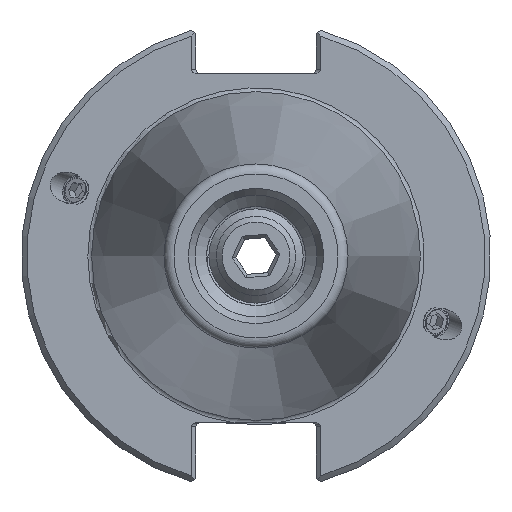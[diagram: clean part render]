
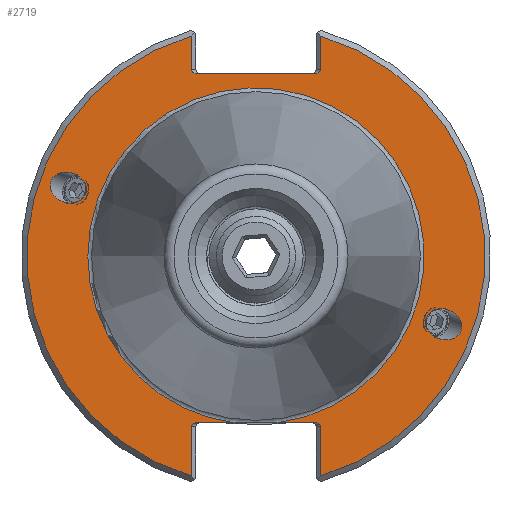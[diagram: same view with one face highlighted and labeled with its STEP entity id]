
A CAD part, left-side view. The second image highlights one B-rep face of the part: STEP entity #2719.
In plain terms, the highlighted planar face has unit normal (-1, 0, 0).
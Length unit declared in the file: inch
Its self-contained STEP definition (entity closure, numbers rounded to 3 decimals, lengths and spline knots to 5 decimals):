
#108=LINE('',#4290,#254);
#114=LINE('',#4318,#260);
#115=LINE('',#4322,#261);
#116=LINE('',#4326,#262);
#117=LINE('',#4331,#263);
#118=LINE('',#4335,#264);
#119=LINE('',#4338,#265);
#254=VECTOR('',#3379,0.63343);
#260=VECTOR('',#3393,0.205);
#261=VECTOR('',#3396,0.2622);
#262=VECTOR('',#3399,0.1782);
#263=VECTOR('',#3404,0.1782);
#264=VECTOR('',#3407,0.2622);
#265=VECTOR('',#3410,0.205);
#541=PLANE('',#2951);
#645=CIRCLE('',#2949,0.895);
#647=CIRCLE('',#2953,1.22);
#648=CIRCLE('',#2956,1.22);
#765=FACE_BOUND('',#1098,.T.);
#766=FACE_BOUND('',#1099,.T.);
#818=ELLIPSE('',#2891,0.09853,0.08071);
#819=ELLIPSE('',#2899,0.09853,0.08071);
#824=ELLIPSE('',#2952,0.02828,0.02);
#825=ELLIPSE('',#2954,0.02828,0.02);
#826=ELLIPSE('',#2955,0.02828,0.02);
#827=ELLIPSE('',#2957,0.02828,0.02);
#880=FACE_OUTER_BOUND('',#1097,.T.);
#1097=EDGE_LOOP('',(#2033,#2034,#2035,#2036,#2037,#2038,#2039,#2040,#2041,
#2042,#2043,#2044,#2045,#2046));
#1098=EDGE_LOOP('',(#2047));
#1099=EDGE_LOOP('',(#2048));
#1322=VERTEX_POINT('',#4173);
#1325=VERTEX_POINT('',#4184);
#1360=VERTEX_POINT('',#4286);
#1362=VERTEX_POINT('',#4289);
#1366=VERTEX_POINT('',#4300);
#1367=VERTEX_POINT('',#4301);
#1369=VERTEX_POINT('',#4317);
#1370=VERTEX_POINT('',#4319);
#1371=VERTEX_POINT('',#4321);
#1372=VERTEX_POINT('',#4323);
#1373=VERTEX_POINT('',#4325);
#1374=VERTEX_POINT('',#4328);
#1375=VERTEX_POINT('',#4330);
#1376=VERTEX_POINT('',#4332);
#1377=VERTEX_POINT('',#4334);
#1378=VERTEX_POINT('',#4336);
#1584=EDGE_CURVE('',#1322,#1322,#818,.T.);
#1587=EDGE_CURVE('',#1325,#1325,#819,.T.);
#1624=EDGE_CURVE('',#1360,#1362,#108,.T.);
#1631=EDGE_CURVE('',#1366,#1367,#645,.T.);
#1633=EDGE_CURVE('',#1369,#1366,#114,.T.);
#1634=EDGE_CURVE('',#1370,#1369,#824,.T.);
#1635=EDGE_CURVE('',#1371,#1370,#115,.T.);
#1636=EDGE_CURVE('',#1372,#1371,#647,.T.);
#1637=EDGE_CURVE('',#1373,#1372,#116,.T.);
#1638=EDGE_CURVE('',#1362,#1373,#825,.T.);
#1639=EDGE_CURVE('',#1374,#1360,#826,.T.);
#1640=EDGE_CURVE('',#1375,#1374,#117,.T.);
#1641=EDGE_CURVE('',#1376,#1375,#648,.T.);
#1642=EDGE_CURVE('',#1377,#1376,#118,.T.);
#1643=EDGE_CURVE('',#1378,#1377,#827,.T.);
#1644=EDGE_CURVE('',#1367,#1378,#119,.T.);
#2033=ORIENTED_EDGE('',*,*,#1631,.F.);
#2034=ORIENTED_EDGE('',*,*,#1633,.F.);
#2035=ORIENTED_EDGE('',*,*,#1634,.F.);
#2036=ORIENTED_EDGE('',*,*,#1635,.F.);
#2037=ORIENTED_EDGE('',*,*,#1636,.F.);
#2038=ORIENTED_EDGE('',*,*,#1637,.F.);
#2039=ORIENTED_EDGE('',*,*,#1638,.F.);
#2040=ORIENTED_EDGE('',*,*,#1624,.F.);
#2041=ORIENTED_EDGE('',*,*,#1639,.F.);
#2042=ORIENTED_EDGE('',*,*,#1640,.F.);
#2043=ORIENTED_EDGE('',*,*,#1641,.F.);
#2044=ORIENTED_EDGE('',*,*,#1642,.F.);
#2045=ORIENTED_EDGE('',*,*,#1643,.F.);
#2046=ORIENTED_EDGE('',*,*,#1644,.F.);
#2047=ORIENTED_EDGE('',*,*,#1584,.T.);
#2048=ORIENTED_EDGE('',*,*,#1587,.T.);
#2719=ADVANCED_FACE('',(#880,#765,#766),#541,.T.);
#2891=AXIS2_PLACEMENT_3D('',#4174,#3257,#3258);
#2899=AXIS2_PLACEMENT_3D('',#4185,#3273,#3274);
#2949=AXIS2_PLACEMENT_3D('',#4313,#3387,#3388);
#2951=AXIS2_PLACEMENT_3D('',#4316,#3391,#3392);
#2952=AXIS2_PLACEMENT_3D('',#4320,#3394,#3395);
#2953=AXIS2_PLACEMENT_3D('',#4324,#3397,#3398);
#2954=AXIS2_PLACEMENT_3D('',#4327,#3400,#3401);
#2955=AXIS2_PLACEMENT_3D('',#4329,#3402,#3403);
#2956=AXIS2_PLACEMENT_3D('',#4333,#3405,#3406);
#2957=AXIS2_PLACEMENT_3D('',#4337,#3408,#3409);
#3257=DIRECTION('center_axis',(1.,0.,0.));
#3258=DIRECTION('ref_axis',(0.,-0.94,-0.342));
#3273=DIRECTION('center_axis',(1.,0.,0.));
#3274=DIRECTION('ref_axis',(0.,0.94,0.342));
#3379=DIRECTION('',(0.,-1.,0.));
#3387=DIRECTION('center_axis',(-1.,0.,0.));
#3388=DIRECTION('ref_axis',(0.,-1.,0.));
#3391=DIRECTION('center_axis',(-1.,0.,0.));
#3392=DIRECTION('ref_axis',(0.,0.,1.));
#3393=DIRECTION('',(0.,1.,0.));
#3394=DIRECTION('center_axis',(-1.,0.,0.));
#3395=DIRECTION('ref_axis',(0.,-1.,0.));
#3396=DIRECTION('',(0.,0.,1.));
#3397=DIRECTION('center_axis',(1.,0.,0.));
#3398=DIRECTION('ref_axis',(0.,-1.,0.));
#3399=DIRECTION('',(0.,0.,1.));
#3400=DIRECTION('center_axis',(-1.,0.,0.));
#3401=DIRECTION('ref_axis',(0.,-1.,0.));
#3402=DIRECTION('center_axis',(-1.,0.,0.));
#3403=DIRECTION('ref_axis',(0.,1.,0.));
#3404=DIRECTION('',(0.,0.,-1.));
#3405=DIRECTION('center_axis',(1.,0.,0.));
#3406=DIRECTION('ref_axis',(0.,1.,0.));
#3407=DIRECTION('',(0.,0.,-1.));
#3408=DIRECTION('center_axis',(-1.,0.,0.));
#3409=DIRECTION('ref_axis',(0.,1.,0.));
#3410=DIRECTION('',(0.,1.,0.));
#4173=CARTESIAN_POINT('',(0.125,-0.90631,-0.32987));
#4174=CARTESIAN_POINT('Origin',(0.125,-0.99889,-0.36357));
#4184=CARTESIAN_POINT('',(0.125,0.90631,0.32987));
#4185=CARTESIAN_POINT('Origin',(0.125,0.99889,0.36357));
#4286=CARTESIAN_POINT('',(0.125,0.31672,0.972));
#4289=CARTESIAN_POINT('',(0.125,-0.31672,0.972));
#4290=CARTESIAN_POINT('',(0.125,0.53125,0.972));
#4300=CARTESIAN_POINT('',(0.125,-0.11172,-0.888));
#4301=CARTESIAN_POINT('',(0.125,0.11172,-0.888));
#4313=CARTESIAN_POINT('Origin',(0.125,0.,0.));
#4316=CARTESIAN_POINT('Origin',(0.125,1.0625,0.));
#4317=CARTESIAN_POINT('',(0.125,-0.31672,-0.888));
#4318=CARTESIAN_POINT('',(0.125,0.53125,-0.888));
#4319=CARTESIAN_POINT('',(0.125,-0.345,-0.908));
#4320=CARTESIAN_POINT('Origin',(0.125,-0.31672,-0.908));
#4321=CARTESIAN_POINT('',(0.125,-0.345,-1.1702));
#4322=CARTESIAN_POINT('',(0.125,-0.345,-0.444));
#4323=CARTESIAN_POINT('',(0.125,-0.345,1.1702));
#4324=CARTESIAN_POINT('Origin',(0.125,0.,0.));
#4325=CARTESIAN_POINT('',(0.125,-0.345,0.992));
#4326=CARTESIAN_POINT('',(0.125,-0.345,0.486));
#4327=CARTESIAN_POINT('Origin',(0.125,-0.31672,0.992));
#4328=CARTESIAN_POINT('',(0.125,0.345,0.992));
#4329=CARTESIAN_POINT('Origin',(0.125,0.31672,0.992));
#4330=CARTESIAN_POINT('',(0.125,0.345,1.1702));
#4331=CARTESIAN_POINT('',(0.125,0.345,0.486));
#4332=CARTESIAN_POINT('',(0.125,0.345,-1.1702));
#4333=CARTESIAN_POINT('Origin',(0.125,0.,0.));
#4334=CARTESIAN_POINT('',(0.125,0.345,-0.908));
#4335=CARTESIAN_POINT('',(0.125,0.345,-0.444));
#4336=CARTESIAN_POINT('',(0.125,0.31672,-0.888));
#4337=CARTESIAN_POINT('Origin',(0.125,0.31672,-0.908));
#4338=CARTESIAN_POINT('',(0.125,0.53125,-0.888));
